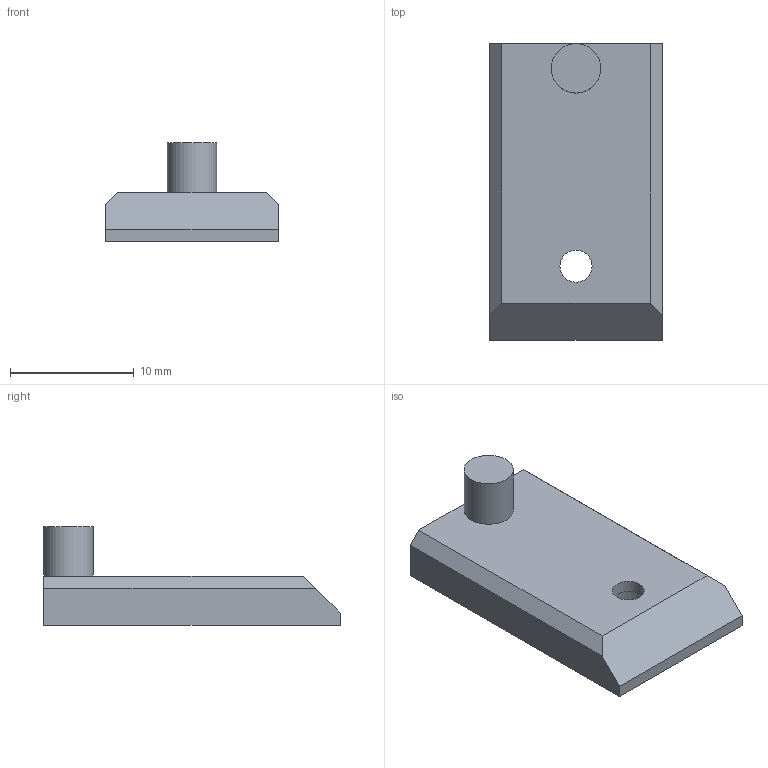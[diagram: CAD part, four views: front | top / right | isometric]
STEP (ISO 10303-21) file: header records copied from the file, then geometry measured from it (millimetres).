
FILE_DESCRIPTION(/* description */ (''),/* implementation_level */ '2;1');
FILE_NAME(/* name */ 'Servoarm.step',/* time_stamp */ '2022-10-26T13:53:13+02:00',/* author */ (''),/* organization */ (''),/* preprocessor_version */ 'ST-DEVELOPER v19.2',/* originating_system */ 'Autodesk Translation Framework v11.17.0.187',/* authorisation */ '');
FILE_SCHEMA (('AUTOMOTIVE_DESIGN { 1 0 10303 214 3 1 1 }'));
Length unit declared in the file: millimetre
Products named in the file (1): Servoarm
Bounding box: 14 x 24 x 8 mm (x, y, z)
Volume: 1248.1 mm3; surface area: 1009.8 mm2
Topology: 1 solids, 1 shells, 14 faces, 32 edges, 21 vertices
Faces by surface type: plane 11, cylinder 3
Full cylindrical faces by diameter (mm): 2.6 x1, 4 x1, 4.9 x1
Entity records: 432 total; most frequent: DIRECTION 69, CARTESIAN_POINT 68, ORIENTED_EDGE 64, EDGE_CURVE 32, LINE 25, VECTOR 25, AXIS2_PLACEMENT_3D 22, VERTEX_POINT 21
